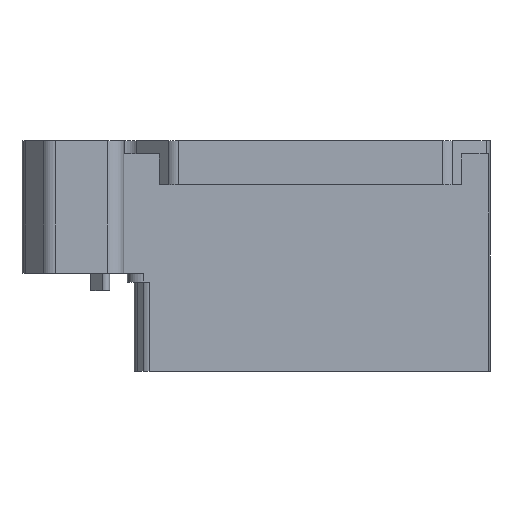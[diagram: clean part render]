
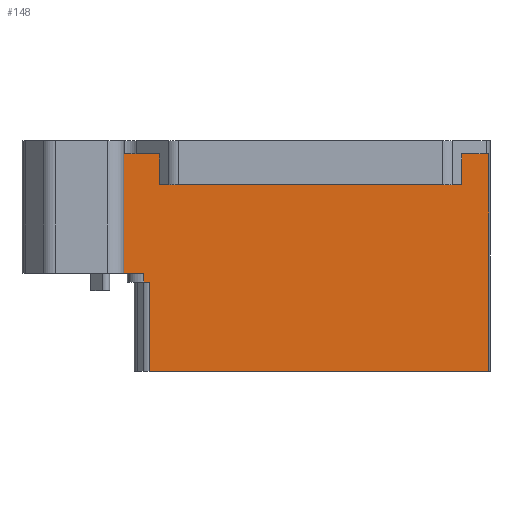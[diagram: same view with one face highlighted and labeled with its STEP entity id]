
A CAD part, left-side view. The second image highlights one B-rep face of the part: STEP entity #148.
In plain terms, the highlighted planar face has unit normal (-1, 0, 0).
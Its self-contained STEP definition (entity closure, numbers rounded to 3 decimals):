
#110 = EDGE_CURVE('',#111,#113,#115,.T.);
#111 = VERTEX_POINT('',#112);
#112 = CARTESIAN_POINT('',(-1.83,-3.58,0.));
#113 = VERTEX_POINT('',#114);
#114 = CARTESIAN_POINT('',(-1.83,-3.58,15.));
#115 = LINE('',#116,#117);
#116 = CARTESIAN_POINT('',(-1.83,-3.58,0.));
#117 = VECTOR('',#118,1.);
#118 = DIRECTION('',(0.,0.,1.));
#148 = ADVANCED_FACE('',(#149),#222,.T.);
#149 = FACE_BOUND('',#150,.T.);
#150 = EDGE_LOOP('',(#151,#152,#160,#168,#176,#184,#192,#200,#208,#216)
  );
#151 = ORIENTED_EDGE('',*,*,#110,.F.);
#152 = ORIENTED_EDGE('',*,*,#153,.T.);
#153 = EDGE_CURVE('',#111,#154,#156,.T.);
#154 = VERTEX_POINT('',#155);
#155 = CARTESIAN_POINT('',(-1.83,-5.83,0.));
#156 = LINE('',#157,#158);
#157 = CARTESIAN_POINT('',(-1.83,-3.58,0.));
#158 = VECTOR('',#159,1.);
#159 = DIRECTION('',(0.,-1.,0.));
#160 = ORIENTED_EDGE('',*,*,#161,.T.);
#161 = EDGE_CURVE('',#154,#162,#164,.T.);
#162 = VERTEX_POINT('',#163);
#163 = CARTESIAN_POINT('',(-1.83,-5.83,-1.));
#164 = LINE('',#165,#166);
#165 = CARTESIAN_POINT('',(-1.83,-5.83,0.));
#166 = VECTOR('',#167,1.);
#167 = DIRECTION('',(-0.,-0.,-1.));
#168 = ORIENTED_EDGE('',*,*,#169,.T.);
#169 = EDGE_CURVE('',#162,#170,#172,.T.);
#170 = VERTEX_POINT('',#171);
#171 = CARTESIAN_POINT('',(-1.83,-6.487,-1.));
#172 = LINE('',#173,#174);
#173 = CARTESIAN_POINT('',(-1.83,-5.83,-1.));
#174 = VECTOR('',#175,1.);
#175 = DIRECTION('',(0.,-1.,0.));
#176 = ORIENTED_EDGE('',*,*,#177,.T.);
#177 = EDGE_CURVE('',#170,#178,#180,.T.);
#178 = VERTEX_POINT('',#179);
#179 = CARTESIAN_POINT('',(-1.83,-6.487,-11.1));
#180 = LINE('',#181,#182);
#181 = CARTESIAN_POINT('',(-1.83,-6.487,0.));
#182 = VECTOR('',#183,1.);
#183 = DIRECTION('',(-0.,-0.,-1.));
#184 = ORIENTED_EDGE('',*,*,#185,.T.);
#185 = EDGE_CURVE('',#178,#186,#188,.T.);
#186 = VERTEX_POINT('',#187);
#187 = CARTESIAN_POINT('',(-1.83,-44.865,-11.1));
#188 = LINE('',#189,#190);
#189 = CARTESIAN_POINT('',(-1.83,-6.487,-11.1));
#190 = VECTOR('',#191,1.);
#191 = DIRECTION('',(0.,-1.,0.));
#192 = ORIENTED_EDGE('',*,*,#193,.T.);
#193 = EDGE_CURVE('',#186,#194,#196,.T.);
#194 = VERTEX_POINT('',#195);
#195 = CARTESIAN_POINT('',(-1.83,-44.865,13.5));
#196 = LINE('',#197,#198);
#197 = CARTESIAN_POINT('',(-1.83,-44.865,62.594));
#198 = VECTOR('',#199,1.);
#199 = DIRECTION('',(0.,0.,1.));
#200 = ORIENTED_EDGE('',*,*,#201,.F.);
#201 = EDGE_CURVE('',#202,#194,#204,.T.);
#202 = VERTEX_POINT('',#203);
#203 = CARTESIAN_POINT('',(-1.83,-3.7,13.5));
#204 = LINE('',#205,#206);
#205 = CARTESIAN_POINT('',(-1.83,-3.7,13.5));
#206 = VECTOR('',#207,1.);
#207 = DIRECTION('',(0.,-1.,0.));
#208 = ORIENTED_EDGE('',*,*,#209,.T.);
#209 = EDGE_CURVE('',#202,#210,#212,.T.);
#210 = VERTEX_POINT('',#211);
#211 = CARTESIAN_POINT('',(-1.83,-3.7,15.));
#212 = LINE('',#213,#214);
#213 = CARTESIAN_POINT('',(-1.83,-3.7,13.5));
#214 = VECTOR('',#215,1.);
#215 = DIRECTION('',(0.,0.,1.));
#216 = ORIENTED_EDGE('',*,*,#217,.F.);
#217 = EDGE_CURVE('',#113,#210,#218,.T.);
#218 = LINE('',#219,#220);
#219 = CARTESIAN_POINT('',(-1.83,-4.,15.));
#220 = VECTOR('',#221,1.);
#221 = DIRECTION('',(0.,-1.,0.));
#222 = PLANE('',#223);
#223 = AXIS2_PLACEMENT_3D('',#224,#225,#226);
#224 = CARTESIAN_POINT('',(-1.83,-23.999,1.726));
#225 = DIRECTION('',(-1.,-0.,-0.));
#226 = DIRECTION('',(0.,0.,-1.));
